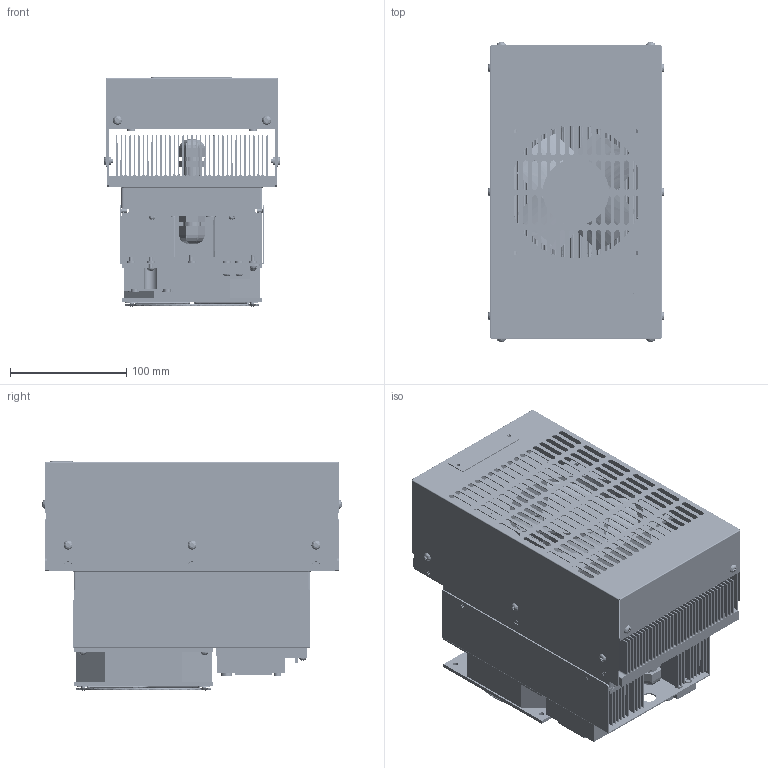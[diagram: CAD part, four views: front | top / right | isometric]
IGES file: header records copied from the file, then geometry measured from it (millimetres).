
Start section: SolidWorks IGES file using analytic representation for surfaces
Global section: file name: ahp-400.IGS; native system: SolidWorks 2016; preprocessor: SolidWorks 2016; author: Afshin; date: 160510.120022; units: inch
Bounding box: 152.45 x 258.06 x 197.82 mm (x, y, z)
Surface area: 1726833.9 mm2 (no closed solid volume)
Topology: 0 solids, 0 shells, 2921 faces, 46908 edges, 46851 vertices
Faces by surface type: bspline 1722, revolution 1199
